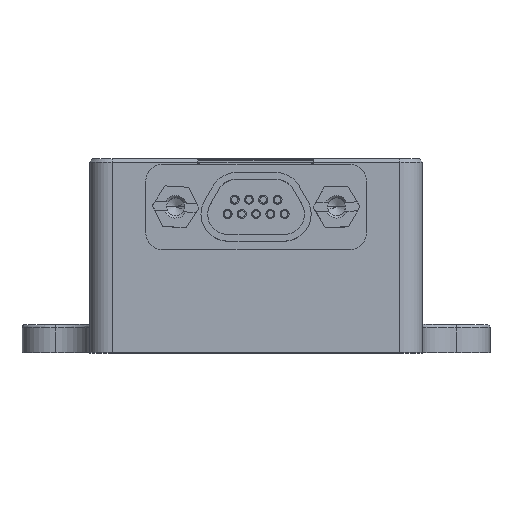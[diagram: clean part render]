
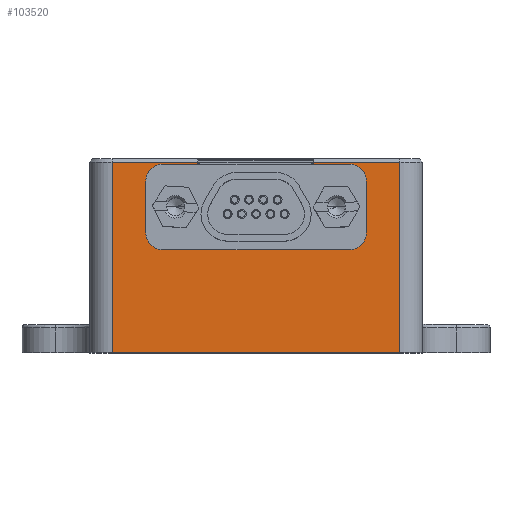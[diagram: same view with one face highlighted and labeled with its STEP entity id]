
A CAD part, top view. The second image highlights one B-rep face of the part: STEP entity #103520.
In plain terms, the highlighted planar face has unit normal (0, 0, 1).
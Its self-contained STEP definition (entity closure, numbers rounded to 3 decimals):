
#119 = VERTEX_POINT ( 'NONE', #20306 ) ;
#354 = VECTOR ( 'NONE', #37361, 1000. ) ;
#1405 = CARTESIAN_POINT ( 'NONE',  ( -11.359, -6.797, 75. ) ) ;
#1760 = VECTOR ( 'NONE', #95441, 1000. ) ;
#2127 = CARTESIAN_POINT ( 'NONE',  ( -4.852, 2.32, 75. ) ) ;
#4077 = CARTESIAN_POINT ( 'NONE',  ( -4.852, 8.42, 75. ) ) ;
#4104 = EDGE_CURVE ( 'NONE', #32624, #37645, #32576, .T. ) ;
#4982 = CARTESIAN_POINT ( 'NONE',  ( -4.852, 9.92, 75. ) ) ;
#5261 = CARTESIAN_POINT ( 'NONE',  ( -6.352, 3.82, 75. ) ) ;
#5468 = CARTESIAN_POINT ( 'NONE',  ( -4.852, 2.32, 75. ) ) ;
#6140 = CARTESIAN_POINT ( 'NONE',  ( -11.359, -6.797, 75. ) ) ;
#7222 = CIRCLE ( 'NONE', #24114, 1.5 ) ;
#7811 = CARTESIAN_POINT ( 'NONE',  ( -9.359, -6.797, 75. ) ) ;
#10661 = CARTESIAN_POINT ( 'NONE',  ( 16.241, 10.103, 75. ) ) ;
#11069 = CIRCLE ( 'NONE', #80541, 1.5 ) ;
#11886 = EDGE_CURVE ( 'NONE', #63589, #37645, #76347, .T. ) ;
#12194 = DIRECTION ( 'NONE',  ( -1., 0., 0. ) ) ;
#13598 = DIRECTION ( 'NONE',  ( -1., 0., 0. ) ) ;
#14333 = CARTESIAN_POINT ( 'NONE',  ( 16.241, -6.797, 75. ) ) ;
#15299 = VERTEX_POINT ( 'NONE', #30080 ) ;
#15383 = LINE ( 'NONE', #67710, #81013 ) ;
#15439 = EDGE_LOOP ( 'NONE', ( #26695, #94770, #46932, #85140, #18318, #109010, #17276, #32489, #59836, #78312, #98945, #40575, #104508, #41561, #91725, #38824 ) ) ;
#16436 = VECTOR ( 'NONE', #85426, 1000. ) ;
#17276 = ORIENTED_EDGE ( 'NONE', *, *, #73741, .T. ) ;
#17426 = LINE ( 'NONE', #53309, #354 ) ;
#17871 = EDGE_CURVE ( 'NONE', #88728, #49546, #42244, .T. ) ;
#18318 = ORIENTED_EDGE ( 'NONE', *, *, #82641, .T. ) ;
#20256 = LINE ( 'NONE', #101829, #85213 ) ;
#20306 = CARTESIAN_POINT ( 'NONE',  ( -9.359, -6.797, 75. ) ) ;
#22882 = DIRECTION ( 'NONE',  ( 0., 0., 1. ) ) ;
#23043 = DIRECTION ( 'NONE',  ( -1., 0., 0. ) ) ;
#24114 = AXIS2_PLACEMENT_3D ( 'NONE', #110216, #38602, #56859 ) ;
#25308 = AXIS2_PLACEMENT_3D ( 'NONE', #1405, #73117, #108848 ) ;
#26610 = LINE ( 'NONE', #7811, #58989 ) ;
#26671 = FACE_OUTER_BOUND ( 'NONE', #15439, .T. ) ;
#26695 = ORIENTED_EDGE ( 'NONE', *, *, #28908, .T. ) ;
#27889 = CARTESIAN_POINT ( 'NONE',  ( -1.735, 10.103, 75. ) ) ;
#28908 = EDGE_CURVE ( 'NONE', #32778, #88728, #103051, .T. ) ;
#30080 = CARTESIAN_POINT ( 'NONE',  ( -9.359, 10.103, 75. ) ) ;
#30573 = EDGE_CURVE ( 'NONE', #63589, #97188, #7222, .T. ) ;
#32489 = ORIENTED_EDGE ( 'NONE', *, *, #112127, .T. ) ;
#32576 = CIRCLE ( 'NONE', #98233, 1.5 ) ;
#32624 = VERTEX_POINT ( 'NONE', #73652 ) ;
#32778 = VERTEX_POINT ( 'NONE', #83040 ) ;
#37236 = VERTEX_POINT ( 'NONE', #77004 ) ;
#37361 = DIRECTION ( 'NONE',  ( 0., -1., 0. ) ) ;
#37367 = VERTEX_POINT ( 'NONE', #5261 ) ;
#37645 = VERTEX_POINT ( 'NONE', #89252 ) ;
#38029 = DIRECTION ( 'NONE',  ( 0., 0., 1. ) ) ;
#38602 = DIRECTION ( 'NONE',  ( 0., 0., 1. ) ) ;
#38824 = ORIENTED_EDGE ( 'NONE', *, *, #81047, .F. ) ;
#39334 = LINE ( 'NONE', #48757, #94844 ) ;
#40382 = DIRECTION ( 'NONE',  ( 0., 0., 1. ) ) ;
#40575 = ORIENTED_EDGE ( 'NONE', *, *, #4104, .F. ) ;
#41561 = ORIENTED_EDGE ( 'NONE', *, *, #81943, .F. ) ;
#42244 = LINE ( 'NONE', #79248, #83515 ) ;
#46932 = ORIENTED_EDGE ( 'NONE', *, *, #67234, .T. ) ;
#48757 = CARTESIAN_POINT ( 'NONE',  ( 8.565, -6.797, 75. ) ) ;
#49546 = VERTEX_POINT ( 'NONE', #27889 ) ;
#50401 = DIRECTION ( 'NONE',  ( -1., 0., 0. ) ) ;
#53309 = CARTESIAN_POINT ( 'NONE',  ( 16.241, 32.825, 75. ) ) ;
#53586 = VECTOR ( 'NONE', #112294, 1000. ) ;
#56127 = DIRECTION ( 'NONE',  ( 0., 1., 0. ) ) ;
#56859 = DIRECTION ( 'NONE',  ( -1., 0., 0. ) ) ;
#58989 = VECTOR ( 'NONE', #70132, 1000. ) ;
#59558 = VERTEX_POINT ( 'NONE', #14333 ) ;
#59836 = ORIENTED_EDGE ( 'NONE', *, *, #95889, .F. ) ;
#62204 = EDGE_CURVE ( 'NONE', #15299, #119, #26610, .T. ) ;
#62829 = EDGE_CURVE ( 'NONE', #37367, #113243, #20256, .T. ) ;
#63589 = VERTEX_POINT ( 'NONE', #75193 ) ;
#67119 = CARTESIAN_POINT ( 'NONE',  ( -11.359, 10.103, 75. ) ) ;
#67234 = EDGE_CURVE ( 'NONE', #49546, #15299, #91254, .T. ) ;
#67368 = CIRCLE ( 'NONE', #82390, 1.5 ) ;
#67710 = CARTESIAN_POINT ( 'NONE',  ( -4.852, 9.92, 75. ) ) ;
#69281 = DIRECTION ( 'NONE',  ( 0., 1., 0. ) ) ;
#70132 = DIRECTION ( 'NONE',  ( 0., -1., 0. ) ) ;
#70707 = EDGE_CURVE ( 'NONE', #32624, #86173, #94198, .T. ) ;
#73117 = DIRECTION ( 'NONE',  ( 0., 0., 1. ) ) ;
#73652 = CARTESIAN_POINT ( 'NONE',  ( 11.748, 2.32, 75. ) ) ;
#73741 = EDGE_CURVE ( 'NONE', #85856, #84991, #75924, .T. ) ;
#75193 = CARTESIAN_POINT ( 'NONE',  ( 13.248, 8.42, 75. ) ) ;
#75233 = DIRECTION ( 'NONE',  ( 0., -1., 0. ) ) ;
#75924 = LINE ( 'NONE', #113420, #93533 ) ;
#76347 = LINE ( 'NONE', #102684, #100149 ) ;
#77004 = CARTESIAN_POINT ( 'NONE',  ( 8.565, 9.92, 75. ) ) ;
#78312 = ORIENTED_EDGE ( 'NONE', *, *, #30573, .F. ) ;
#78985 = DIRECTION ( 'NONE',  ( 1., 0., 0. ) ) ;
#79248 = CARTESIAN_POINT ( 'NONE',  ( -1.735, -6.797, 75. ) ) ;
#80541 = AXIS2_PLACEMENT_3D ( 'NONE', #4077, #22882, #86364 ) ;
#81013 = VECTOR ( 'NONE', #23043, 1000. ) ;
#81047 = EDGE_CURVE ( 'NONE', #32778, #113243, #11069, .T. ) ;
#81943 = EDGE_CURVE ( 'NONE', #37367, #86173, #67368, .T. ) ;
#82390 = AXIS2_PLACEMENT_3D ( 'NONE', #92107, #38029, #12194 ) ;
#82641 = EDGE_CURVE ( 'NONE', #119, #59558, #86098, .T. ) ;
#83040 = CARTESIAN_POINT ( 'NONE',  ( -4.852, 9.92, 75. ) ) ;
#83515 = VECTOR ( 'NONE', #69281, 1000. ) ;
#84991 = VERTEX_POINT ( 'NONE', #90125 ) ;
#85140 = ORIENTED_EDGE ( 'NONE', *, *, #62204, .T. ) ;
#85213 = VECTOR ( 'NONE', #56127, 1000. ) ;
#85426 = DIRECTION ( 'NONE',  ( -1., 0., 0. ) ) ;
#85856 = VERTEX_POINT ( 'NONE', #10661 ) ;
#86098 = LINE ( 'NONE', #6140, #1760 ) ;
#86173 = VERTEX_POINT ( 'NONE', #2127 ) ;
#86364 = DIRECTION ( 'NONE',  ( -1., 0., 0. ) ) ;
#88728 = VERTEX_POINT ( 'NONE', #89003 ) ;
#89003 = CARTESIAN_POINT ( 'NONE',  ( -1.735, 9.92, 75. ) ) ;
#89252 = CARTESIAN_POINT ( 'NONE',  ( 13.248, 3.82, 75. ) ) ;
#90125 = CARTESIAN_POINT ( 'NONE',  ( 8.565, 10.103, 75. ) ) ;
#91254 = LINE ( 'NONE', #67119, #53586 ) ;
#91725 = ORIENTED_EDGE ( 'NONE', *, *, #62829, .T. ) ;
#92107 = CARTESIAN_POINT ( 'NONE',  ( -4.852, 3.82, 75. ) ) ;
#93533 = VECTOR ( 'NONE', #13598, 1000. ) ;
#94198 = LINE ( 'NONE', #5468, #16436 ) ;
#94770 = ORIENTED_EDGE ( 'NONE', *, *, #17871, .T. ) ;
#94844 = VECTOR ( 'NONE', #75233, 1000. ) ;
#95299 = VECTOR ( 'NONE', #78985, 1000. ) ;
#95441 = DIRECTION ( 'NONE',  ( 1., 0., 0. ) ) ;
#95889 = EDGE_CURVE ( 'NONE', #97188, #37236, #15383, .T. ) ;
#96715 = CARTESIAN_POINT ( 'NONE',  ( -6.352, 8.42, 75. ) ) ;
#97173 = PLANE ( 'NONE',  #25308 ) ;
#97188 = VERTEX_POINT ( 'NONE', #109667 ) ;
#98233 = AXIS2_PLACEMENT_3D ( 'NONE', #112610, #40382, #50401 ) ;
#98945 = ORIENTED_EDGE ( 'NONE', *, *, #11886, .T. ) ;
#100149 = VECTOR ( 'NONE', #112101, 1000. ) ;
#101829 = CARTESIAN_POINT ( 'NONE',  ( -6.352, 8.42, 75. ) ) ;
#102662 = EDGE_CURVE ( 'NONE', #85856, #59558, #17426, .T. ) ;
#102684 = CARTESIAN_POINT ( 'NONE',  ( 13.248, 8.42, 75. ) ) ;
#103051 = LINE ( 'NONE', #4982, #95299 ) ;
#103520 = ADVANCED_FACE ( 'NONE', ( #26671 ), #97173, .T. ) ;
#104508 = ORIENTED_EDGE ( 'NONE', *, *, #70707, .T. ) ;
#108848 = DIRECTION ( 'NONE',  ( 1., 0., 0. ) ) ;
#109010 = ORIENTED_EDGE ( 'NONE', *, *, #102662, .F. ) ;
#109667 = CARTESIAN_POINT ( 'NONE',  ( 11.748, 9.92, 75. ) ) ;
#110216 = CARTESIAN_POINT ( 'NONE',  ( 11.748, 8.42, 75. ) ) ;
#112101 = DIRECTION ( 'NONE',  ( 0., -1., 0. ) ) ;
#112127 = EDGE_CURVE ( 'NONE', #84991, #37236, #39334, .T. ) ;
#112294 = DIRECTION ( 'NONE',  ( -1., 0., 0. ) ) ;
#112610 = CARTESIAN_POINT ( 'NONE',  ( 11.748, 3.82, 75. ) ) ;
#113243 = VERTEX_POINT ( 'NONE', #96715 ) ;
#113420 = CARTESIAN_POINT ( 'NONE',  ( -11.359, 10.103, 75. ) ) ;
